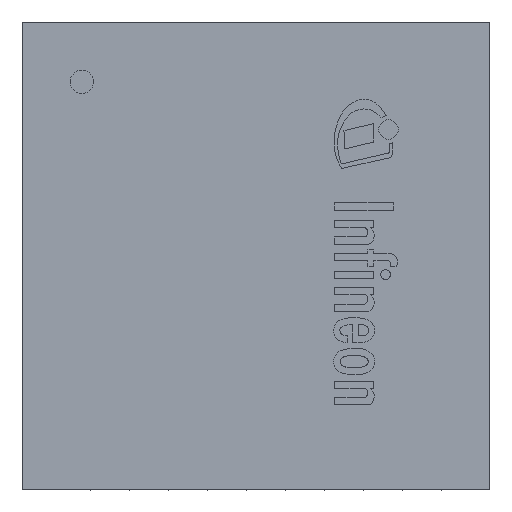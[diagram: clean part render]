
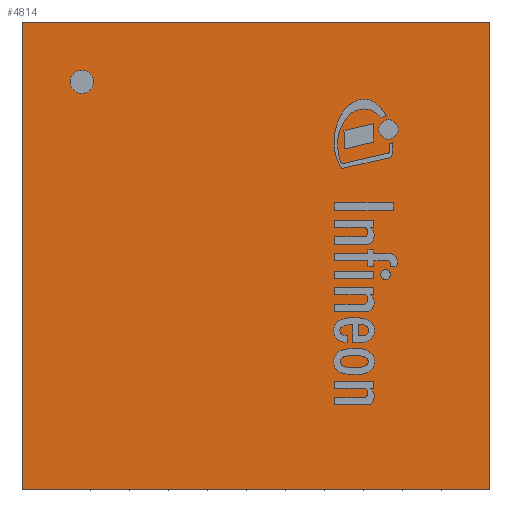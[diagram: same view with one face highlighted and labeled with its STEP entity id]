
A CAD part, top view. The second image highlights one B-rep face of the part: STEP entity #4814.
In plain terms, the highlighted planar face has unit normal (0, 0, 1).
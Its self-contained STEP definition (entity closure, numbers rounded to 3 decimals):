
#160=LINE('',#6898,#716);
#164=LINE('',#6906,#720);
#167=LINE('',#6912,#723);
#170=LINE('',#6917,#726);
#716=VECTOR('',#5568,1.);
#720=VECTOR('',#5574,1.);
#723=VECTOR('',#5579,1.);
#726=VECTOR('',#5584,1.);
#1278=PLANE('',#5178);
#1528=FACE_BOUND('',#1862,.T.);
#1543=FACE_OUTER_BOUND('',#1861,.T.);
#1861=EDGE_LOOP('',(#3426,#3427,#3428,#3429));
#1862=EDGE_LOOP('',(#3430));
#2180=CIRCLE('',#5171,0.15);
#2268=VERTEX_POINT('',#6892);
#2269=VERTEX_POINT('',#6896);
#2270=VERTEX_POINT('',#6897);
#2273=VERTEX_POINT('',#6905);
#2275=VERTEX_POINT('',#6911);
#2724=EDGE_CURVE('',#2268,#2268,#2180,.T.);
#2725=EDGE_CURVE('',#2269,#2270,#160,.T.);
#2729=EDGE_CURVE('',#2273,#2269,#164,.T.);
#2732=EDGE_CURVE('',#2275,#2273,#167,.T.);
#2735=EDGE_CURVE('',#2270,#2275,#170,.T.);
#3426=ORIENTED_EDGE('',*,*,#2735,.F.);
#3427=ORIENTED_EDGE('',*,*,#2725,.F.);
#3428=ORIENTED_EDGE('',*,*,#2729,.F.);
#3429=ORIENTED_EDGE('',*,*,#2732,.F.);
#3430=ORIENTED_EDGE('',*,*,#2724,.T.);
#4814=ADVANCED_FACE('',(#1543,#1528),#1278,.T.);
#5171=AXIS2_PLACEMENT_3D('',#6893,#5562,#5563);
#5178=AXIS2_PLACEMENT_3D('',#6920,#5588,#5589);
#5562=DIRECTION('center_axis',(0.,0.,-1.));
#5563=DIRECTION('ref_axis',(0.,1.,0.));
#5568=DIRECTION('',(1.,0.,0.));
#5574=DIRECTION('',(0.,1.,0.));
#5579=DIRECTION('',(-1.,0.,0.));
#5584=DIRECTION('',(0.,-1.,0.));
#5588=DIRECTION('center_axis',(0.,0.,1.));
#5589=DIRECTION('ref_axis',(0.,-1.,0.));
#6892=CARTESIAN_POINT('',(-2.231,2.081,0.9));
#6893=CARTESIAN_POINT('Origin',(-2.231,2.231,0.9));
#6896=CARTESIAN_POINT('',(-2.99,2.99,0.9));
#6897=CARTESIAN_POINT('',(2.99,2.99,0.9));
#6898=CARTESIAN_POINT('',(-2.99,2.99,0.9));
#6905=CARTESIAN_POINT('',(-2.99,-2.99,0.9));
#6906=CARTESIAN_POINT('',(-2.99,-2.99,0.9));
#6911=CARTESIAN_POINT('',(2.99,-2.99,0.9));
#6912=CARTESIAN_POINT('',(2.99,-2.99,0.9));
#6917=CARTESIAN_POINT('',(2.99,2.99,0.9));
#6920=CARTESIAN_POINT('Origin',(0.,0.,0.9));
